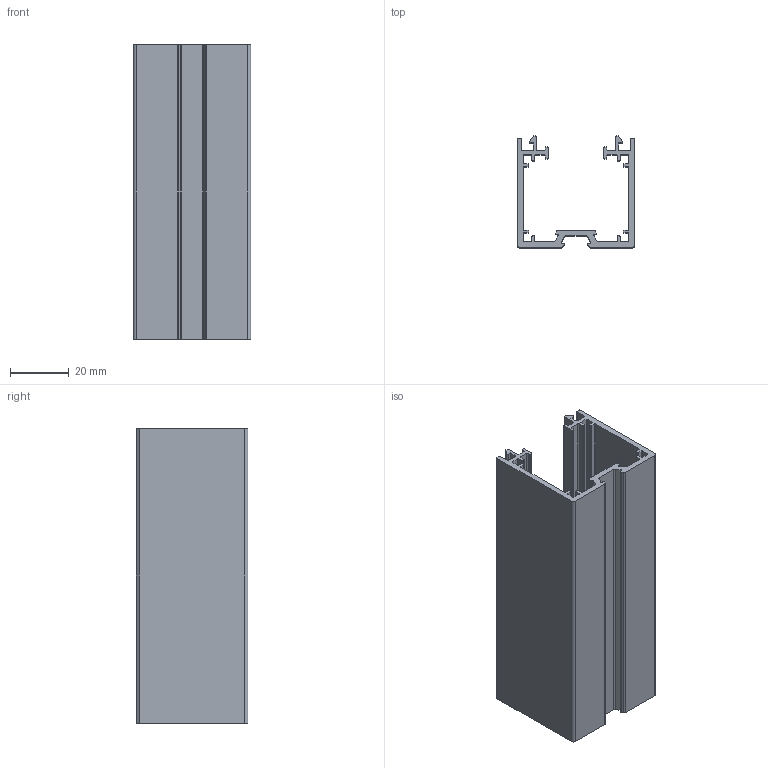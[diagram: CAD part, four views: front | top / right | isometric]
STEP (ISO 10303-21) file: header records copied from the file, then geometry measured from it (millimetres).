
FILE_DESCRIPTION(/* description */ (''),/* implementation_level */ '2;1');
FILE_NAME(/* name */ 'PI-5070_Kanalprofil_U_40x40_K-8.stp',/* time_stamp */ '2020-07-20T18:11:40+02:00',/* author */ ('jmaun'),/* organization */ (''),/* preprocessor_version */ 'ST-DEVELOPER v17',/* originating_system */ 'Autodesk Inventor 2019',/* authorisation */ '');
FILE_SCHEMA (('AUTOMOTIVE_DESIGN { 1 0 10303 214 3 1 1 }'));
Length unit declared in the file: millimetre
Products named in the file (1): PI-5070_Kanalprofil_U_40x40_K-8
Bounding box: 40 x 38 x 100 mm (x, y, z)
Volume: 29379.1 mm3; surface area: 33754.5 mm2
Topology: 1 solids, 1 shells, 168 faces, 498 edges, 332 vertices
Faces by surface type: plane 86, cylinder 82
Entity records: 5705 total; most frequent: DIRECTION 1000, CARTESIAN_POINT 999, ORIENTED_EDGE 996, EDGE_CURVE 498, LINE 334, VECTOR 334, AXIS2_PLACEMENT_3D 333, VERTEX_POINT 332
